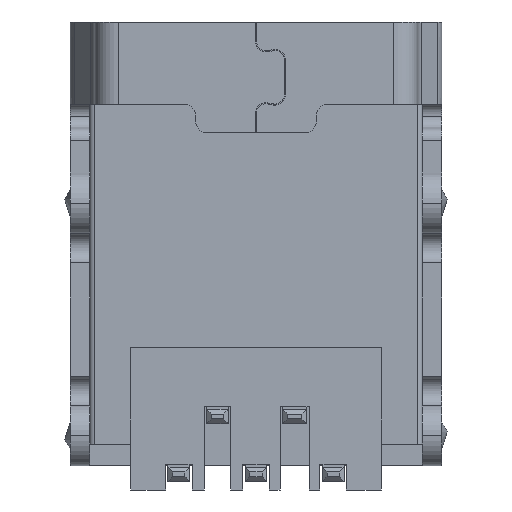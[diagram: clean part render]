
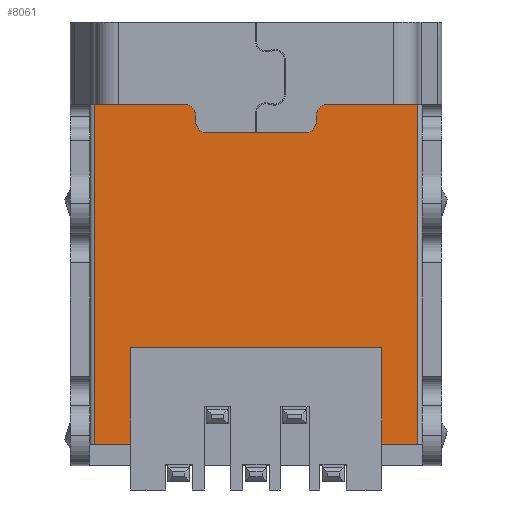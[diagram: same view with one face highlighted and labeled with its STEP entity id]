
A CAD part, front view. The second image highlights one B-rep face of the part: STEP entity #8061.
In plain terms, the highlighted planar face has unit normal (0, -1, 0).
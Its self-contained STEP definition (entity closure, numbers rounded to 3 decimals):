
#16 = EDGE_CURVE ( 'NONE', #6906, #5807, #13642, .T. ) ;
#51 = CARTESIAN_POINT ( 'NONE',  ( -3.35, 0., -9.2 ) ) ;
#96 = VERTEX_POINT ( 'NONE', #1203 ) ;
#110 = LINE ( 'NONE', #4869, #5231 ) ;
#210 = CARTESIAN_POINT ( 'NONE',  ( -1.5, 0., -1.95 ) ) ;
#284 = DIRECTION ( 'NONE',  ( 0., 0., -1. ) ) ;
#360 = VERTEX_POINT ( 'NONE', #9024 ) ;
#855 = AXIS2_PLACEMENT_3D ( 'NONE', #15708, #11921, #9478 ) ;
#992 = CARTESIAN_POINT ( 'NONE',  ( 3.35, 0., -1.7 ) ) ;
#1166 = CARTESIAN_POINT ( 'NONE',  ( 1.25, 0., -2.05 ) ) ;
#1203 = CARTESIAN_POINT ( 'NONE',  ( 2.609, 0., -8.75 ) ) ;
#1221 = VERTEX_POINT ( 'NONE', #1643 ) ;
#1243 = FACE_OUTER_BOUND ( 'NONE', #11129, .T. ) ;
#1253 = DIRECTION ( 'NONE',  ( -1., 0., 0. ) ) ;
#1339 = LINE ( 'NONE', #8766, #8532 ) ;
#1344 = LINE ( 'NONE', #3921, #11450 ) ;
#1392 = DIRECTION ( 'NONE',  ( -1., 0., 0. ) ) ;
#1600 = DIRECTION ( 'NONE',  ( 0., 0., -1. ) ) ;
#1643 = CARTESIAN_POINT ( 'NONE',  ( -1.25, 0., -2.05 ) ) ;
#1769 = EDGE_CURVE ( 'NONE', #15105, #4947, #4641, .T. ) ;
#1829 = ORIENTED_EDGE ( 'NONE', *, *, #12102, .F. ) ;
#1940 = DIRECTION ( 'NONE',  ( 0., 1., 0. ) ) ;
#2154 = CARTESIAN_POINT ( 'NONE',  ( 2.609, 0., -8.75 ) ) ;
#2204 = DIRECTION ( 'NONE',  ( -1., 0., 0. ) ) ;
#2406 = CARTESIAN_POINT ( 'NONE',  ( 1.25, 0., -1.95 ) ) ;
#2539 = CARTESIAN_POINT ( 'NONE',  ( 1.5, 0., -1.95 ) ) ;
#3005 = VERTEX_POINT ( 'NONE', #7893 ) ;
#3244 = EDGE_CURVE ( 'NONE', #1221, #15105, #8802, .T. ) ;
#3334 = EDGE_CURVE ( 'NONE', #15068, #6906, #13019, .T. ) ;
#3627 = CARTESIAN_POINT ( 'NONE',  ( -1.25, 0., -2.05 ) ) ;
#3722 = ORIENTED_EDGE ( 'NONE', *, *, #13231, .T. ) ;
#3914 = VECTOR ( 'NONE', #7344, 1000. ) ;
#3921 = CARTESIAN_POINT ( 'NONE',  ( -1.5, 0., -1.7 ) ) ;
#3935 = CIRCLE ( 'NONE', #855, 0.25 ) ;
#4213 = VERTEX_POINT ( 'NONE', #5602 ) ;
#4222 = DIRECTION ( 'NONE',  ( -1., 0., 0. ) ) ;
#4445 = VECTOR ( 'NONE', #9663, 1000. ) ;
#4577 = ORIENTED_EDGE ( 'NONE', *, *, #5956, .T. ) ;
#4641 = CIRCLE ( 'NONE', #7720, 0.25 ) ;
#4738 = EDGE_CURVE ( 'NONE', #96, #3005, #12839, .T. ) ;
#4785 = DIRECTION ( 'NONE',  ( 0., 0., -1. ) ) ;
#4862 = ORIENTED_EDGE ( 'NONE', *, *, #12260, .T. ) ;
#4869 = CARTESIAN_POINT ( 'NONE',  ( -1., 0., -2.3 ) ) ;
#4947 = VERTEX_POINT ( 'NONE', #14676 ) ;
#5231 = VECTOR ( 'NONE', #1392, 1000. ) ;
#5314 = EDGE_CURVE ( 'NONE', #6574, #1221, #3935, .T. ) ;
#5573 = DIRECTION ( 'NONE',  ( 0., 0., -1. ) ) ;
#5602 = CARTESIAN_POINT ( 'NONE',  ( -2.6, 0., -8.75 ) ) ;
#5758 = CARTESIAN_POINT ( 'NONE',  ( 3.35, 0., -1.7 ) ) ;
#5807 = VERTEX_POINT ( 'NONE', #14304 ) ;
#5956 = EDGE_CURVE ( 'NONE', #4947, #360, #1344, .T. ) ;
#6002 = LINE ( 'NONE', #5758, #14491 ) ;
#6248 = DIRECTION ( 'NONE',  ( 0., -1., 0. ) ) ;
#6501 = DIRECTION ( 'NONE',  ( 0., 0., -1. ) ) ;
#6574 = VERTEX_POINT ( 'NONE', #13805 ) ;
#6613 = CIRCLE ( 'NONE', #14124, 0.25 ) ;
#6622 = CARTESIAN_POINT ( 'NONE',  ( 3.45, 0., -1.7 ) ) ;
#6843 = EDGE_CURVE ( 'NONE', #4213, #13264, #9568, .T. ) ;
#6899 = ORIENTED_EDGE ( 'NONE', *, *, #12450, .T. ) ;
#6906 = VERTEX_POINT ( 'NONE', #1166 ) ;
#7278 = LINE ( 'NONE', #13452, #9878 ) ;
#7344 = DIRECTION ( 'NONE',  ( 0., 0., 1. ) ) ;
#7628 = DIRECTION ( 'NONE',  ( -1., 0., 0. ) ) ;
#7720 = AXIS2_PLACEMENT_3D ( 'NONE', #210, #8856, #6501 ) ;
#7739 = EDGE_CURVE ( 'NONE', #9651, #15068, #6613, .T. ) ;
#7825 = CARTESIAN_POINT ( 'NONE',  ( 1., 0., -2.05 ) ) ;
#7893 = CARTESIAN_POINT ( 'NONE',  ( 2.609, 0., -6.747 ) ) ;
#8061 = ADVANCED_FACE ( 'NONE', ( #1243 ), #11102, .T. ) ;
#8115 = ORIENTED_EDGE ( 'NONE', *, *, #12280, .F. ) ;
#8142 = ORIENTED_EDGE ( 'NONE', *, *, #5314, .T. ) ;
#8183 = AXIS2_PLACEMENT_3D ( 'NONE', #2539, #6248, #11504 ) ;
#8345 = CARTESIAN_POINT ( 'NONE',  ( -3.45, 0., -8.75 ) ) ;
#8509 = VERTEX_POINT ( 'NONE', #8897 ) ;
#8532 = VECTOR ( 'NONE', #1253, 1000. ) ;
#8766 = CARTESIAN_POINT ( 'NONE',  ( 3.45, 0., -8.75 ) ) ;
#8802 = LINE ( 'NONE', #3627, #3914 ) ;
#8856 = DIRECTION ( 'NONE',  ( 0., -1., 0. ) ) ;
#8897 = CARTESIAN_POINT ( 'NONE',  ( 3.35, 0., -8.75 ) ) ;
#8953 = ORIENTED_EDGE ( 'NONE', *, *, #16, .T. ) ;
#8956 = DIRECTION ( 'NONE',  ( 0., 0., -1. ) ) ;
#9024 = CARTESIAN_POINT ( 'NONE',  ( -3.35, 0., -1.7 ) ) ;
#9195 = CARTESIAN_POINT ( 'NONE',  ( 1.25, 0., -2.05 ) ) ;
#9210 = LINE ( 'NONE', #6622, #11348 ) ;
#9478 = DIRECTION ( 'NONE',  ( 0., 0., -1. ) ) ;
#9481 = AXIS2_PLACEMENT_3D ( 'NONE', #7825, #1940, #5573 ) ;
#9484 = DIRECTION ( 'NONE',  ( -1., 0., 0. ) ) ;
#9547 = EDGE_CURVE ( 'NONE', #12471, #9651, #9210, .T. ) ;
#9568 = LINE ( 'NONE', #8345, #10444 ) ;
#9651 = VERTEX_POINT ( 'NONE', #13107 ) ;
#9663 = DIRECTION ( 'NONE',  ( 0., 0., 1. ) ) ;
#9878 = VECTOR ( 'NONE', #2204, 1000. ) ;
#10218 = LINE ( 'NONE', #51, #15510 ) ;
#10294 = ORIENTED_EDGE ( 'NONE', *, *, #3334, .T. ) ;
#10408 = ORIENTED_EDGE ( 'NONE', *, *, #7739, .T. ) ;
#10444 = VECTOR ( 'NONE', #9484, 1000. ) ;
#11089 = CARTESIAN_POINT ( 'NONE',  ( -2.6, 0., -6.747 ) ) ;
#11102 = PLANE ( 'NONE',  #8183 ) ;
#11129 = EDGE_LOOP ( 'NONE', ( #15404, #1829, #15306, #14516, #8115, #6899, #15908, #10408, #10294, #8953, #3722, #8142, #14965, #11541, #4577, #4862 ) ) ;
#11348 = VECTOR ( 'NONE', #4222, 1000. ) ;
#11378 = VECTOR ( 'NONE', #4785, 1000. ) ;
#11402 = VECTOR ( 'NONE', #8956, 1000. ) ;
#11450 = VECTOR ( 'NONE', #7628, 1000. ) ;
#11465 = DIRECTION ( 'NONE',  ( 0., -1., 0. ) ) ;
#11504 = DIRECTION ( 'NONE',  ( 0., 0., -1. ) ) ;
#11541 = ORIENTED_EDGE ( 'NONE', *, *, #1769, .T. ) ;
#11921 = DIRECTION ( 'NONE',  ( 0., 1., 0. ) ) ;
#12102 = EDGE_CURVE ( 'NONE', #14378, #4213, #14714, .T. ) ;
#12260 = EDGE_CURVE ( 'NONE', #360, #13264, #10218, .T. ) ;
#12280 = EDGE_CURVE ( 'NONE', #8509, #96, #1339, .T. ) ;
#12450 = EDGE_CURVE ( 'NONE', #8509, #12471, #6002, .T. ) ;
#12471 = VERTEX_POINT ( 'NONE', #992 ) ;
#12839 = LINE ( 'NONE', #2154, #4445 ) ;
#13019 = LINE ( 'NONE', #9195, #11402 ) ;
#13072 = EDGE_CURVE ( 'NONE', #3005, #14378, #7278, .T. ) ;
#13107 = CARTESIAN_POINT ( 'NONE',  ( 1.5, 0., -1.7 ) ) ;
#13231 = EDGE_CURVE ( 'NONE', #5807, #6574, #110, .T. ) ;
#13264 = VERTEX_POINT ( 'NONE', #14972 ) ;
#13410 = CARTESIAN_POINT ( 'NONE',  ( -1.25, 0., -1.95 ) ) ;
#13452 = CARTESIAN_POINT ( 'NONE',  ( 2.609, 0., -6.747 ) ) ;
#13518 = CARTESIAN_POINT ( 'NONE',  ( -2.6, 0., -8.75 ) ) ;
#13642 = CIRCLE ( 'NONE', #9481, 0.25 ) ;
#13805 = CARTESIAN_POINT ( 'NONE',  ( -1., 0., -2.3 ) ) ;
#14063 = CARTESIAN_POINT ( 'NONE',  ( 1.5, 0., -1.95 ) ) ;
#14124 = AXIS2_PLACEMENT_3D ( 'NONE', #14063, #11465, #1600 ) ;
#14304 = CARTESIAN_POINT ( 'NONE',  ( 1., 0., -2.3 ) ) ;
#14378 = VERTEX_POINT ( 'NONE', #11089 ) ;
#14491 = VECTOR ( 'NONE', #15707, 1000. ) ;
#14516 = ORIENTED_EDGE ( 'NONE', *, *, #4738, .F. ) ;
#14676 = CARTESIAN_POINT ( 'NONE',  ( -1.5, 0., -1.7 ) ) ;
#14714 = LINE ( 'NONE', #13518, #11378 ) ;
#14965 = ORIENTED_EDGE ( 'NONE', *, *, #3244, .T. ) ;
#14972 = CARTESIAN_POINT ( 'NONE',  ( -3.35, 0., -8.75 ) ) ;
#15068 = VERTEX_POINT ( 'NONE', #2406 ) ;
#15105 = VERTEX_POINT ( 'NONE', #13410 ) ;
#15306 = ORIENTED_EDGE ( 'NONE', *, *, #13072, .F. ) ;
#15404 = ORIENTED_EDGE ( 'NONE', *, *, #6843, .F. ) ;
#15510 = VECTOR ( 'NONE', #284, 1000. ) ;
#15707 = DIRECTION ( 'NONE',  ( 0., 0., 1. ) ) ;
#15708 = CARTESIAN_POINT ( 'NONE',  ( -1., 0., -2.05 ) ) ;
#15908 = ORIENTED_EDGE ( 'NONE', *, *, #9547, .T. ) ;
